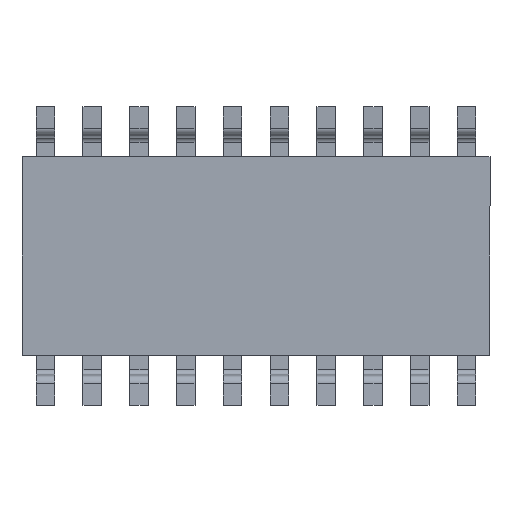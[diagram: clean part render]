
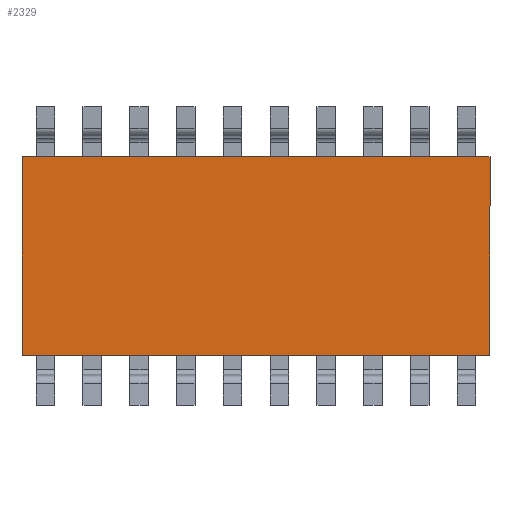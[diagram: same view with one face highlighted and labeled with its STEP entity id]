
A CAD part, front view. The second image highlights one B-rep face of the part: STEP entity #2329.
In plain terms, the highlighted planar face has unit normal (0, -1, 0).
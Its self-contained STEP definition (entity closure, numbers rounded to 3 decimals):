
#929 = DIRECTION ( 'NONE',  ( 0., 0., -1. ) ) ;
#931 = DIRECTION ( 'NONE',  ( 0., -1., 0. ) ) ;
#937 = CARTESIAN_POINT ( 'NONE',  ( -6.35, 0.2, 2.7 ) ) ;
#940 = PLANE ( 'NONE',  #7052 ) ;
#2329 = ADVANCED_FACE ( 'NONE', ( #7389 ), #940, .T. ) ;
#3647 = VECTOR ( 'NONE', #10554, 1000. ) ;
#4116 = CARTESIAN_POINT ( 'NONE',  ( -6.35, 0.2, 2.7 ) ) ;
#4117 = DIRECTION ( 'NONE',  ( 1., 0., 0. ) ) ;
#4879 = EDGE_LOOP ( 'NONE', ( #10691, #10735, #10747, #10740 ) ) ;
#6536 = CARTESIAN_POINT ( 'NONE',  ( -6.35, 0.2, -2.7 ) ) ;
#6556 = CARTESIAN_POINT ( 'NONE',  ( -6.35, 0.2, 2.7 ) ) ;
#6561 = CARTESIAN_POINT ( 'NONE',  ( 6.35, 0.2, -2.7 ) ) ;
#6573 = CARTESIAN_POINT ( 'NONE',  ( 6.35, 0.2, 2.7 ) ) ;
#6917 = VECTOR ( 'NONE', #4117, 1000. ) ;
#7052 = AXIS2_PLACEMENT_3D ( 'NONE', #937, #931, #929 ) ;
#7389 = FACE_OUTER_BOUND ( 'NONE', #4879, .T. ) ;
#8569 = VERTEX_POINT ( 'NONE', #6536 ) ;
#8590 = VERTEX_POINT ( 'NONE', #6556 ) ;
#8595 = VERTEX_POINT ( 'NONE', #6561 ) ;
#8607 = VERTEX_POINT ( 'NONE', #6573 ) ;
#9854 = VECTOR ( 'NONE', #10492, 1000. ) ;
#9859 = VECTOR ( 'NONE', #10502, 1000. ) ;
#10491 = CARTESIAN_POINT ( 'NONE',  ( -6.35, 0.2, 2.7 ) ) ;
#10492 = DIRECTION ( 'NONE',  ( 0., 0., 1. ) ) ;
#10501 = CARTESIAN_POINT ( 'NONE',  ( 6.35, 0.2, 2.7 ) ) ;
#10502 = DIRECTION ( 'NONE',  ( 0., 0., -1. ) ) ;
#10553 = CARTESIAN_POINT ( 'NONE',  ( -6.35, 0.2, -2.7 ) ) ;
#10554 = DIRECTION ( 'NONE',  ( -1., 0., 0. ) ) ;
#10691 = ORIENTED_EDGE ( 'NONE', *, *, #11693, .F. ) ;
#10735 = ORIENTED_EDGE ( 'NONE', *, *, #11723, .F. ) ;
#10740 = ORIENTED_EDGE ( 'NONE', *, *, #11937, .F. ) ;
#10747 = ORIENTED_EDGE ( 'NONE', *, *, #11698, .F. ) ;
#11693 = EDGE_CURVE ( 'NONE', #8569, #8590, #12303, .T. ) ;
#11698 = EDGE_CURVE ( 'NONE', #8607, #8595, #12308, .T. ) ;
#11723 = EDGE_CURVE ( 'NONE', #8595, #8569, #12331, .T. ) ;
#11937 = EDGE_CURVE ( 'NONE', #8590, #8607, #12057, .T. ) ;
#12057 = LINE ( 'NONE', #4116, #6917 ) ;
#12303 = LINE ( 'NONE', #10491, #9854 ) ;
#12308 = LINE ( 'NONE', #10501, #9859 ) ;
#12331 = LINE ( 'NONE', #10553, #3647 ) ;
